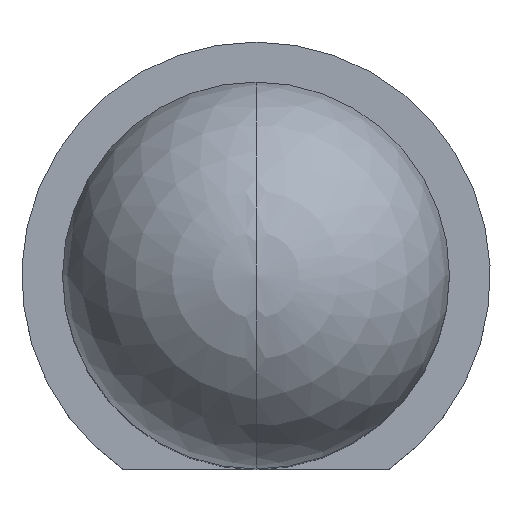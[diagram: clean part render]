
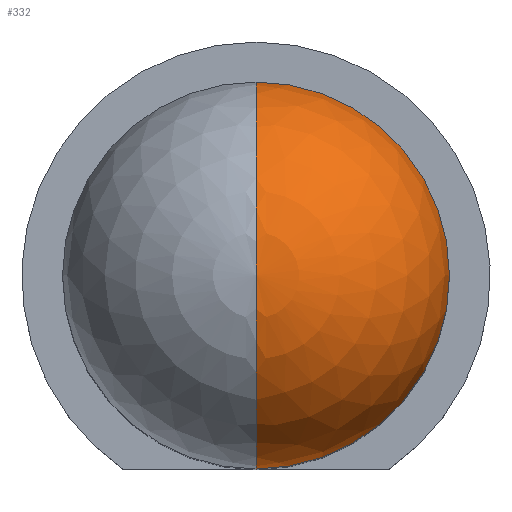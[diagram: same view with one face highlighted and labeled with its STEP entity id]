
A CAD part, top view. The second image highlights one B-rep face of the part: STEP entity #332.
In plain terms, the highlighted spherical face has radius 2.413 mm.
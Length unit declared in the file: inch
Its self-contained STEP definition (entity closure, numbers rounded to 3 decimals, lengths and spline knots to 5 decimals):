
#81=CARTESIAN_POINT('',(0.,0.,0.252));
#82=DIRECTION('',(1.,0.,0.));
#83=DIRECTION('',(0.,1.,0.));
#84=AXIS2_PLACEMENT_3D('',#81,#82,#83);
#86=CARTESIAN_POINT('',(0.,0.,0.252));
#87=DIRECTION('',(0.,0.,-1.));
#88=DIRECTION('',(0.,1.,0.));
#89=AXIS2_PLACEMENT_3D('',#86,#87,#88);
#91=CARTESIAN_POINT('',(0.,0.,0.252));
#92=DIRECTION('',(-1.,0.,0.));
#93=DIRECTION('',(0.,-1.,0.));
#94=AXIS2_PLACEMENT_3D('',#91,#92,#93);
#165=CARTESIAN_POINT('',(0.,0.095,0.252));
#166=CARTESIAN_POINT('',(0.,0.,0.347));
#167=VERTEX_POINT('',#165);
#168=VERTEX_POINT('',#166);
#169=CARTESIAN_POINT('',(0.,-0.095,0.252));
#170=VERTEX_POINT('',#169);
#320=CARTESIAN_POINT('',(0.,0.,0.252));
#321=DIRECTION('',(0.,0.,1.));
#322=DIRECTION('',(0.,1.,0.));
#323=AXIS2_PLACEMENT_3D('',#320,#321,#322);
#324=SPHERICAL_SURFACE('',#323,0.095);
#326=ORIENTED_EDGE('',*,*,#325,.F.);
#327=ORIENTED_EDGE('',*,*,#314,.T.);
#329=ORIENTED_EDGE('',*,*,#328,.T.);
#330=EDGE_LOOP('',(#326,#327,#329));
#331=FACE_OUTER_BOUND('',#330,.F.);
#332=ADVANCED_FACE('',(#331),#324,.T.);
#85=CIRCLE('',#84,0.095);
#90=CIRCLE('',#89,0.095);
#95=CIRCLE('',#94,0.095);
#314=EDGE_CURVE('',#167,#170,#90,.T.);
#325=EDGE_CURVE('',#167,#168,#85,.T.);
#328=EDGE_CURVE('',#170,#168,#95,.T.);
